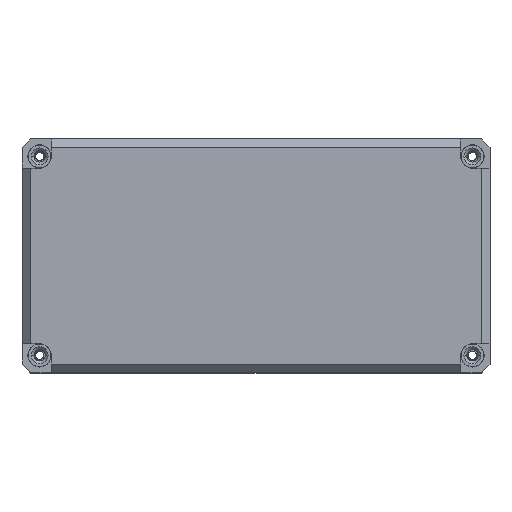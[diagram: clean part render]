
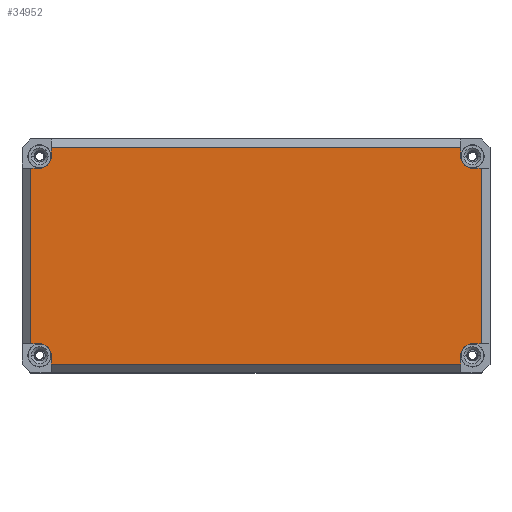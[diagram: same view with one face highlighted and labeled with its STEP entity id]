
A CAD part, top view. The second image highlights one B-rep face of the part: STEP entity #34952.
In plain terms, the highlighted planar face has unit normal (0, 0, 1).
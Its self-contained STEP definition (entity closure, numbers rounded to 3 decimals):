
#30056=DIRECTION('',(0.,1.,0.));
#30057=VECTOR('',#30056,59.948);
#30058=CARTESIAN_POINT('',(77.,-29.974,15.));
#30059=LINE('',#30058,#30057);
#30064=DIRECTION('',(0.,1.,0.));
#30065=VECTOR('',#30064,3.);
#30066=CARTESIAN_POINT('',(-69.974,-37.,15.));
#30067=LINE('',#30066,#30065);
#30068=CARTESIAN_POINT('',(-74.,-34.,15.));
#30069=DIRECTION('',(0.,0.,1.));
#30070=DIRECTION('',(1.,0.,0.));
#30071=AXIS2_PLACEMENT_3D('',#30068,#30069,#30070);
#30073=DIRECTION('',(1.,0.,0.));
#30074=VECTOR('',#30073,3.);
#30075=CARTESIAN_POINT('',(-77.,-29.974,15.));
#30076=LINE('',#30075,#30074);
#30077=DIRECTION('',(1.,0.,0.));
#30078=VECTOR('',#30077,3.);
#30079=CARTESIAN_POINT('',(-77.,29.974,15.));
#30080=LINE('',#30079,#30078);
#30081=CARTESIAN_POINT('',(-74.,34.,15.));
#30082=DIRECTION('',(0.,0.,1.));
#30083=DIRECTION('',(0.,-1.,0.));
#30084=AXIS2_PLACEMENT_3D('',#30081,#30082,#30083);
#30086=DIRECTION('',(0.,-1.,0.));
#30087=VECTOR('',#30086,3.);
#30088=CARTESIAN_POINT('',(-69.974,37.,15.));
#30089=LINE('',#30088,#30087);
#30090=DIRECTION('',(1.,0.,0.));
#30091=VECTOR('',#30090,139.948);
#30092=CARTESIAN_POINT('',(-69.974,37.,15.));
#30093=LINE('',#30092,#30091);
#30094=DIRECTION('',(0.,-1.,0.));
#30095=VECTOR('',#30094,3.);
#30096=CARTESIAN_POINT('',(69.974,37.,15.));
#30097=LINE('',#30096,#30095);
#30098=CARTESIAN_POINT('',(74.,34.,15.));
#30099=DIRECTION('',(0.,0.,1.));
#30100=DIRECTION('',(-1.,0.,0.));
#30101=AXIS2_PLACEMENT_3D('',#30098,#30099,#30100);
#30103=DIRECTION('',(-1.,0.,0.));
#30104=VECTOR('',#30103,3.);
#30105=CARTESIAN_POINT('',(77.,29.974,15.));
#30106=LINE('',#30105,#30104);
#30107=DIRECTION('',(-1.,0.,0.));
#30108=VECTOR('',#30107,3.);
#30109=CARTESIAN_POINT('',(77.,-29.974,15.));
#30110=LINE('',#30109,#30108);
#30111=CARTESIAN_POINT('',(74.,-34.,15.));
#30112=DIRECTION('',(0.,0.,1.));
#30113=DIRECTION('',(0.,1.,0.));
#30114=AXIS2_PLACEMENT_3D('',#30111,#30112,#30113);
#30116=DIRECTION('',(0.,1.,0.));
#30117=VECTOR('',#30116,3.);
#30118=CARTESIAN_POINT('',(69.974,-37.,15.));
#30119=LINE('',#30118,#30117);
#30124=DIRECTION('',(1.,0.,0.));
#30125=VECTOR('',#30124,139.948);
#30126=CARTESIAN_POINT('',(-69.974,-37.,15.));
#30127=LINE('',#30126,#30125);
#30174=DIRECTION('',(0.,-1.,0.));
#30175=VECTOR('',#30174,59.948);
#30176=CARTESIAN_POINT('',(-77.,29.974,15.));
#30177=LINE('',#30176,#30175);
#33332=CARTESIAN_POINT('',(69.974,37.,15.));
#33333=CARTESIAN_POINT('',(69.974,34.,15.));
#33334=VERTEX_POINT('',#33332);
#33335=VERTEX_POINT('',#33333);
#33336=CARTESIAN_POINT('',(74.,29.974,15.));
#33337=VERTEX_POINT('',#33336);
#33338=CARTESIAN_POINT('',(77.,29.974,15.));
#33339=VERTEX_POINT('',#33338);
#33340=CARTESIAN_POINT('',(-74.,29.974,15.));
#33341=CARTESIAN_POINT('',(-69.974,34.,15.));
#33342=VERTEX_POINT('',#33340);
#33343=VERTEX_POINT('',#33341);
#33344=CARTESIAN_POINT('',(-69.974,37.,15.));
#33345=VERTEX_POINT('',#33344);
#33346=CARTESIAN_POINT('',(-77.,29.974,15.));
#33347=VERTEX_POINT('',#33346);
#33348=CARTESIAN_POINT('',(77.,-29.974,15.));
#33349=CARTESIAN_POINT('',(74.,-29.974,15.));
#33350=VERTEX_POINT('',#33348);
#33351=VERTEX_POINT('',#33349);
#33352=CARTESIAN_POINT('',(69.974,-34.,15.));
#33353=VERTEX_POINT('',#33352);
#33354=CARTESIAN_POINT('',(69.974,-37.,15.));
#33355=VERTEX_POINT('',#33354);
#33356=CARTESIAN_POINT('',(-77.,-29.974,15.));
#33357=CARTESIAN_POINT('',(-74.,-29.974,15.));
#33358=VERTEX_POINT('',#33356);
#33359=VERTEX_POINT('',#33357);
#33360=CARTESIAN_POINT('',(-69.974,-37.,15.));
#33361=CARTESIAN_POINT('',(-69.974,-34.,15.));
#33362=VERTEX_POINT('',#33360);
#33363=VERTEX_POINT('',#33361);
#34919=CARTESIAN_POINT('',(0.,0.,15.));
#34920=DIRECTION('',(0.,0.,1.));
#34921=DIRECTION('',(1.,0.,0.));
#34922=AXIS2_PLACEMENT_3D('',#34919,#34920,#34921);
#34923=PLANE('',#34922);
#34925=ORIENTED_EDGE('',*,*,#34924,.F.);
#34927=ORIENTED_EDGE('',*,*,#34926,.T.);
#34928=ORIENTED_EDGE('',*,*,#34636,.T.);
#34930=ORIENTED_EDGE('',*,*,#34929,.F.);
#34932=ORIENTED_EDGE('',*,*,#34931,.F.);
#34934=ORIENTED_EDGE('',*,*,#34933,.T.);
#34935=ORIENTED_EDGE('',*,*,#34781,.T.);
#34936=ORIENTED_EDGE('',*,*,#34824,.F.);
#34937=ORIENTED_EDGE('',*,*,#34839,.T.);
#34939=ORIENTED_EDGE('',*,*,#34938,.T.);
#34941=ORIENTED_EDGE('',*,*,#34940,.T.);
#34942=ORIENTED_EDGE('',*,*,#34912,.F.);
#34943=ORIENTED_EDGE('',*,*,#34900,.F.);
#34945=ORIENTED_EDGE('',*,*,#34944,.T.);
#34947=ORIENTED_EDGE('',*,*,#34946,.T.);
#34949=ORIENTED_EDGE('',*,*,#34948,.F.);
#34950=EDGE_LOOP('',(#34925,#34927,#34928,#34930,#34932,#34934,#34935,#34936,
#34937,#34939,#34941,#34942,#34943,#34945,#34947,#34949));
#34951=FACE_OUTER_BOUND('',#34950,.F.);
#34952=ADVANCED_FACE('',(#34951),#34923,.T.);
#30072=CIRCLE('',#30071,4.026);
#30085=CIRCLE('',#30084,4.026);
#30102=CIRCLE('',#30101,4.026);
#30115=CIRCLE('',#30114,4.026);
#34636=EDGE_CURVE('',#33363,#33359,#30072,.T.);
#34781=EDGE_CURVE('',#33342,#33343,#30085,.T.);
#34824=EDGE_CURVE('',#33345,#33343,#30089,.T.);
#34839=EDGE_CURVE('',#33345,#33334,#30093,.T.);
#34900=EDGE_CURVE('',#33350,#33339,#30059,.T.);
#34912=EDGE_CURVE('',#33339,#33337,#30106,.T.);
#34924=EDGE_CURVE('',#33362,#33355,#30127,.T.);
#34926=EDGE_CURVE('',#33362,#33363,#30067,.T.);
#34929=EDGE_CURVE('',#33358,#33359,#30076,.T.);
#34931=EDGE_CURVE('',#33347,#33358,#30177,.T.);
#34933=EDGE_CURVE('',#33347,#33342,#30080,.T.);
#34938=EDGE_CURVE('',#33334,#33335,#30097,.T.);
#34940=EDGE_CURVE('',#33335,#33337,#30102,.T.);
#34944=EDGE_CURVE('',#33350,#33351,#30110,.T.);
#34946=EDGE_CURVE('',#33351,#33353,#30115,.T.);
#34948=EDGE_CURVE('',#33355,#33353,#30119,.T.);
